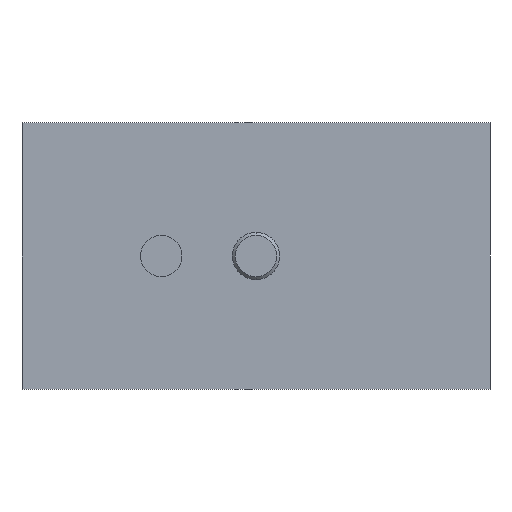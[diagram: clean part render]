
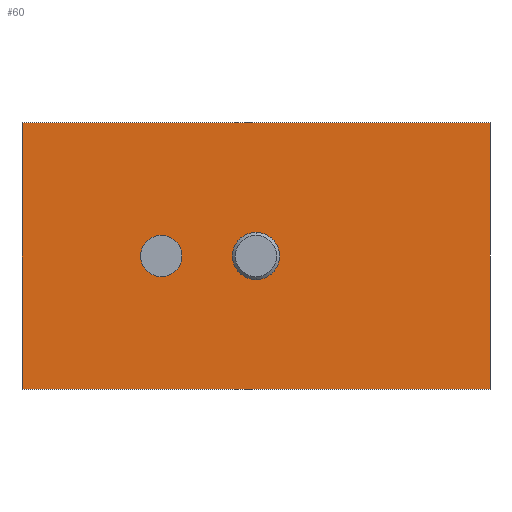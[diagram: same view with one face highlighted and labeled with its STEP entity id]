
A CAD part, front view. The second image highlights one B-rep face of the part: STEP entity #60.
In plain terms, the highlighted planar face has unit normal (0, -1, 0).
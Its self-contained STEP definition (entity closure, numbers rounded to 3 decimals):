
#1 = VERTEX_POINT ( 'NONE', #358 ) ;
#9 = ORIENTED_EDGE ( 'NONE', *, *, #253, .F. ) ;
#10 = DIRECTION ( 'NONE',  ( 0., 0., 1. ) ) ;
#14 = ORIENTED_EDGE ( 'NONE', *, *, #624, .F. ) ;
#49 = AXIS2_PLACEMENT_3D ( 'NONE', #598, #491, #730 ) ;
#56 = EDGE_LOOP ( 'NONE', ( #451, #172 ) ) ;
#60 = ADVANCED_FACE ( 'NONE', ( #351, #581, #455 ), #578, .F. ) ;
#66 = EDGE_LOOP ( 'NONE', ( #558, #290 ) ) ;
#76 = DIRECTION ( 'NONE',  ( 0., 0., 1. ) ) ;
#85 = EDGE_CURVE ( 'NONE', #161, #89, #441, .T. ) ;
#86 = VERTEX_POINT ( 'NONE', #91 ) ;
#89 = VERTEX_POINT ( 'NONE', #414 ) ;
#91 = CARTESIAN_POINT ( 'NONE',  ( -19.75, 0., -11.25 ) ) ;
#136 = EDGE_CURVE ( 'NONE', #86, #261, #537, .T. ) ;
#143 = CARTESIAN_POINT ( 'NONE',  ( 19.75, 0., 11.25 ) ) ;
#147 = LINE ( 'NONE', #143, #402 ) ;
#161 = VERTEX_POINT ( 'NONE', #583 ) ;
#172 = ORIENTED_EDGE ( 'NONE', *, *, #468, .F. ) ;
#197 = CARTESIAN_POINT ( 'NONE',  ( -19.75, 0., 11.25 ) ) ;
#201 = CIRCLE ( 'NONE', #49, 2. ) ;
#202 = DIRECTION ( 'NONE',  ( 0., 0., 1. ) ) ;
#246 = AXIS2_PLACEMENT_3D ( 'NONE', #622, #520, #456 ) ;
#249 = DIRECTION ( 'NONE',  ( 0., 1., 0. ) ) ;
#251 = DIRECTION ( 'NONE',  ( 0., -1., 0. ) ) ;
#253 = EDGE_CURVE ( 'NONE', #508, #567, #481, .T. ) ;
#261 = VERTEX_POINT ( 'NONE', #602 ) ;
#286 = CARTESIAN_POINT ( 'NONE',  ( -8., 0., 0. ) ) ;
#290 = ORIENTED_EDGE ( 'NONE', *, *, #525, .F. ) ;
#293 = LINE ( 'NONE', #396, #564 ) ;
#307 = EDGE_LOOP ( 'NONE', ( #432, #14, #9, #458 ) ) ;
#312 = CARTESIAN_POINT ( 'NONE',  ( 0., 0., -2. ) ) ;
#313 = EDGE_CURVE ( 'NONE', #1, #685, #201, .T. ) ;
#339 = AXIS2_PLACEMENT_3D ( 'NONE', #417, #251, #76 ) ;
#351 = FACE_BOUND ( 'NONE', #66, .T. ) ;
#358 = CARTESIAN_POINT ( 'NONE',  ( 0., 0., 2. ) ) ;
#371 = VECTOR ( 'NONE', #374, 1000. ) ;
#374 = DIRECTION ( 'NONE',  ( 0., 0., -1. ) ) ;
#396 = CARTESIAN_POINT ( 'NONE',  ( 19.75, 0., -11.25 ) ) ;
#400 = CARTESIAN_POINT ( 'NONE',  ( 19.75, 0., -11.25 ) ) ;
#402 = VECTOR ( 'NONE', #654, 1000. ) ;
#414 = CARTESIAN_POINT ( 'NONE',  ( -8., 0., -1.75 ) ) ;
#417 = CARTESIAN_POINT ( 'NONE',  ( -8., 0., 0. ) ) ;
#432 = ORIENTED_EDGE ( 'NONE', *, *, #136, .F. ) ;
#441 = CIRCLE ( 'NONE', #339, 1.75 ) ;
#451 = ORIENTED_EDGE ( 'NONE', *, *, #85, .F. ) ;
#455 = FACE_OUTER_BOUND ( 'NONE', #307, .T. ) ;
#456 = DIRECTION ( 'NONE',  ( 0., 0., 1. ) ) ;
#458 = ORIENTED_EDGE ( 'NONE', *, *, #667, .F. ) ;
#468 = EDGE_CURVE ( 'NONE', #89, #161, #539, .T. ) ;
#469 = DIRECTION ( 'NONE',  ( 0., 0., 1. ) ) ;
#481 = LINE ( 'NONE', #716, #371 ) ;
#491 = DIRECTION ( 'NONE',  ( 0., -1., 0. ) ) ;
#502 = VECTOR ( 'NONE', #202, 1000. ) ;
#508 = VERTEX_POINT ( 'NONE', #571 ) ;
#509 = DIRECTION ( 'NONE',  ( 0., -1., 0. ) ) ;
#520 = DIRECTION ( 'NONE',  ( 0., -1., 0. ) ) ;
#525 = EDGE_CURVE ( 'NONE', #685, #1, #648, .T. ) ;
#537 = LINE ( 'NONE', #197, #502 ) ;
#539 = CIRCLE ( 'NONE', #552, 1.75 ) ;
#552 = AXIS2_PLACEMENT_3D ( 'NONE', #286, #509, #10 ) ;
#558 = ORIENTED_EDGE ( 'NONE', *, *, #313, .F. ) ;
#564 = VECTOR ( 'NONE', #625, 1000. ) ;
#567 = VERTEX_POINT ( 'NONE', #400 ) ;
#571 = CARTESIAN_POINT ( 'NONE',  ( 19.75, 0., 11.25 ) ) ;
#578 = PLANE ( 'NONE',  #609 ) ;
#581 = FACE_BOUND ( 'NONE', #56, .T. ) ;
#583 = CARTESIAN_POINT ( 'NONE',  ( -8., 0., 1.75 ) ) ;
#585 = CARTESIAN_POINT ( 'NONE',  ( 0., 0., 0. ) ) ;
#598 = CARTESIAN_POINT ( 'NONE',  ( 0., 0., 0. ) ) ;
#602 = CARTESIAN_POINT ( 'NONE',  ( -19.75, 0., 11.25 ) ) ;
#609 = AXIS2_PLACEMENT_3D ( 'NONE', #585, #249, #469 ) ;
#622 = CARTESIAN_POINT ( 'NONE',  ( 0., 0., 0. ) ) ;
#624 = EDGE_CURVE ( 'NONE', #567, #86, #293, .T. ) ;
#625 = DIRECTION ( 'NONE',  ( -1., 0., 0. ) ) ;
#648 = CIRCLE ( 'NONE', #246, 2. ) ;
#654 = DIRECTION ( 'NONE',  ( 1., 0., 0. ) ) ;
#667 = EDGE_CURVE ( 'NONE', #261, #508, #147, .T. ) ;
#685 = VERTEX_POINT ( 'NONE', #312 ) ;
#716 = CARTESIAN_POINT ( 'NONE',  ( 19.75, 0., 11.25 ) ) ;
#730 = DIRECTION ( 'NONE',  ( 0., 0., 1. ) ) ;
